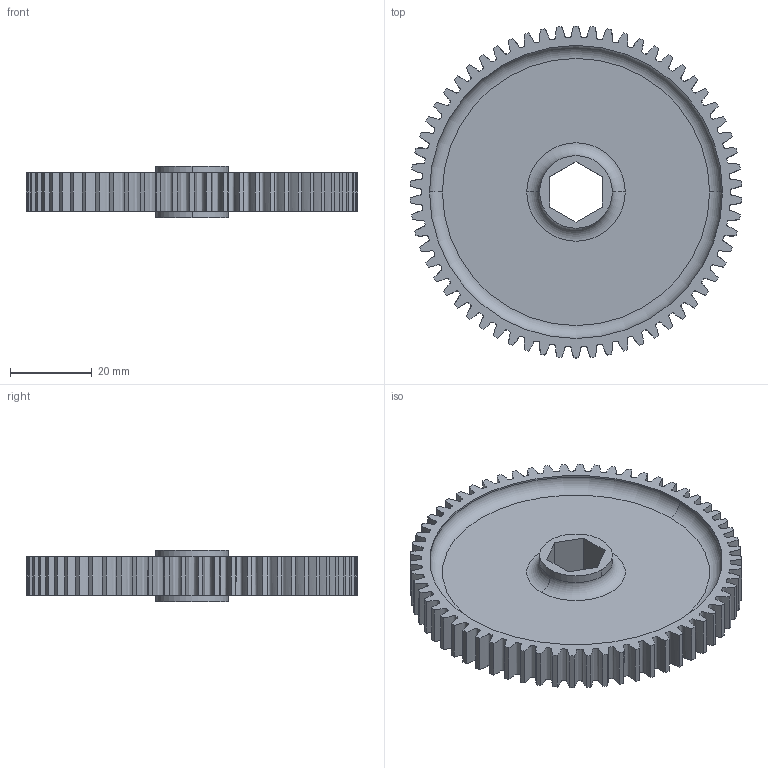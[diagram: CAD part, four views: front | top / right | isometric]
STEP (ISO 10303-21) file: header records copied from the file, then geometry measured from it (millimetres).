
FILE_DESCRIPTION (( 'STEP AP214' ), '1' );
FILE_NAME ('WCP-0141 Rev1.STEP', '2019-12-21T01:08:49', ( '' ), ( '' ), 'SwSTEP 2.0', 'SolidWorks 2018', '' );
FILE_SCHEMA (( 'AUTOMOTIVE_DESIGN' ));
Length unit declared in the file: inch
Products named in the file (1): WCP-0141 Rev1
Bounding box: 81.23 x 81.28 x 12.6 mm (x, y, z)
Volume: 20377.5 mm3; surface area: 16196.8 mm2
Topology: 1 solids, 1 shells, 152 faces, 434 edges, 288 vertices
Faces by surface type: cylinder 70, bspline 62, plane 12, torus 8
Entity records: 23030 total; most frequent: CARTESIAN_POINT 19289, ORIENTED_EDGE 868, DIRECTION 652, EDGE_CURVE 434, VERTEX_POINT 288, AXIS2_PLACEMENT_3D 251, CIRCLE 160, EDGE_LOOP 158
